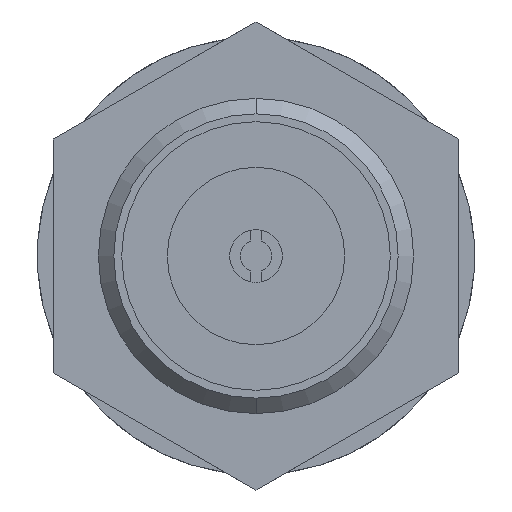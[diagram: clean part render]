
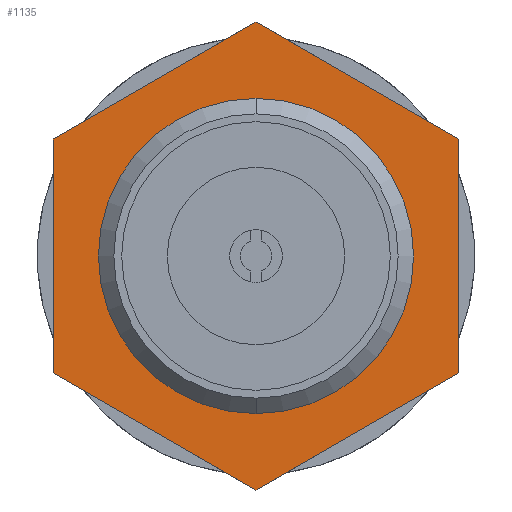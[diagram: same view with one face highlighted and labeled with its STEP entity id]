
A CAD part, front view. The second image highlights one B-rep face of the part: STEP entity #1135.
In plain terms, the highlighted planar face has unit normal (0, -1, 0).
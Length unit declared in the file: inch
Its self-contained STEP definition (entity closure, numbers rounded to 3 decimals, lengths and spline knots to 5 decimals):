
#159 = VERTEX_POINT ( 'NONE', #1269 ) ;
#241 = EDGE_CURVE ( 'NONE', #159, #242, #1586, .T. ) ;
#242 = VERTEX_POINT ( 'NONE', #1551 ) ;
#575 = EDGE_CURVE ( 'NONE', #1180, #1153, #736, .T. ) ;
#589 = EDGE_LOOP ( 'NONE', ( #595, #591 ) ) ;
#591 = ORIENTED_EDGE ( 'NONE', *, *, #241, .F. ) ;
#594 = EDGE_CURVE ( 'NONE', #242, #159, #742, .T. ) ;
#595 = ORIENTED_EDGE ( 'NONE', *, *, #594, .F. ) ;
#598 = EDGE_CURVE ( 'NONE', #1157, #1180, #722, .T. ) ;
#623 = ORIENTED_EDGE ( 'NONE', *, *, #598, .F. ) ;
#720 = DIRECTION ( 'NONE',  ( -0.866, 0., 0.5 ) ) ;
#721 = CARTESIAN_POINT ( 'NONE',  ( 0., -0.0855, -0.18187 ) ) ;
#722 = LINE ( 'NONE', #721, #729 ) ;
#729 = VECTOR ( 'NONE', #720, 39.37008 ) ;
#730 = CARTESIAN_POINT ( 'NONE',  ( 0., -0.0855, 0. ) ) ;
#733 = DIRECTION ( 'NONE',  ( 0., 0., 1. ) ) ;
#734 = VECTOR ( 'NONE', #733, 39.37008 ) ;
#735 = CARTESIAN_POINT ( 'NONE',  ( -0.1575, -0.0855, -0.09093 ) ) ;
#736 = LINE ( 'NONE', #735, #734 ) ;
#739 = DIRECTION ( 'NONE',  ( 0., 0., -1. ) ) ;
#740 = DIRECTION ( 'NONE',  ( 0., -1., 0. ) ) ;
#741 = AXIS2_PLACEMENT_3D ( 'NONE', #730, #740, #739 ) ;
#742 = CIRCLE ( 'NONE', #741, 0.11 ) ;
#1123 = ORIENTED_EDGE ( 'NONE', *, *, #1133, .F. ) ;
#1124 = VERTEX_POINT ( 'NONE', #2358 ) ;
#1131 = EDGE_LOOP ( 'NONE', ( #1123, #1175, #1173, #1214, #1148, #623 ) ) ;
#1132 = EDGE_CURVE ( 'NONE', #1153, #1174, #2443, .T. ) ;
#1133 = EDGE_CURVE ( 'NONE', #1124, #1157, #2435, .T. ) ;
#1134 = VERTEX_POINT ( 'NONE', #2430 ) ;
#1135 = ADVANCED_FACE ( 'NONE', ( #2440, #2439 ), #2431, .T. ) ;
#1146 = EDGE_CURVE ( 'NONE', #1134, #1124, #1877, .T. ) ;
#1148 = ORIENTED_EDGE ( 'NONE', *, *, #575, .F. ) ;
#1153 = VERTEX_POINT ( 'NONE', #1894 ) ;
#1157 = VERTEX_POINT ( 'NONE', #1893 ) ;
#1173 = ORIENTED_EDGE ( 'NONE', *, *, #1176, .F. ) ;
#1174 = VERTEX_POINT ( 'NONE', #2568 ) ;
#1175 = ORIENTED_EDGE ( 'NONE', *, *, #1146, .F. ) ;
#1176 = EDGE_CURVE ( 'NONE', #1174, #1134, #2573, .T. ) ;
#1180 = VERTEX_POINT ( 'NONE', #2506 ) ;
#1214 = ORIENTED_EDGE ( 'NONE', *, *, #1132, .F. ) ;
#1269 = CARTESIAN_POINT ( 'NONE',  ( 0., -0.0855, -0.11 ) ) ;
#1550 = CARTESIAN_POINT ( 'NONE',  ( 0., -0.0855, 0. ) ) ;
#1551 = CARTESIAN_POINT ( 'NONE',  ( 0., -0.0855, 0.11 ) ) ;
#1552 = DIRECTION ( 'NONE',  ( 0., 0., -1. ) ) ;
#1584 = DIRECTION ( 'NONE',  ( 0., -1., 0. ) ) ;
#1585 = AXIS2_PLACEMENT_3D ( 'NONE', #1550, #1584, #1552 ) ;
#1586 = CIRCLE ( 'NONE', #1585, 0.11 ) ;
#1877 = LINE ( 'NONE', #1880, #1879 ) ;
#1878 = DIRECTION ( 'NONE',  ( 0., 0., -1. ) ) ;
#1879 = VECTOR ( 'NONE', #1878, 39.37008 ) ;
#1880 = CARTESIAN_POINT ( 'NONE',  ( 0.1575, -0.0855, 0.09093 ) ) ;
#1893 = CARTESIAN_POINT ( 'NONE',  ( 0., -0.0855, -0.18187 ) ) ;
#1894 = CARTESIAN_POINT ( 'NONE',  ( -0.1575, -0.0855, 0.09093 ) ) ;
#2358 = CARTESIAN_POINT ( 'NONE',  ( 0.1575, -0.0855, -0.09093 ) ) ;
#2430 = CARTESIAN_POINT ( 'NONE',  ( 0.1575, -0.0855, 0.09093 ) ) ;
#2431 = PLANE ( 'NONE',  #2449 ) ;
#2432 = VECTOR ( 'NONE', #2445, 39.37008 ) ;
#2434 = CARTESIAN_POINT ( 'NONE',  ( 0.1575, -0.0855, -0.09093 ) ) ;
#2435 = LINE ( 'NONE', #2434, #2442 ) ;
#2438 = CARTESIAN_POINT ( 'NONE',  ( -0.1575, -0.0855, 0.09093 ) ) ;
#2439 = FACE_BOUND ( 'NONE', #589, .T. ) ;
#2440 = FACE_OUTER_BOUND ( 'NONE', #1131, .T. ) ;
#2441 = DIRECTION ( 'NONE',  ( -0.866, 0., -0.5 ) ) ;
#2442 = VECTOR ( 'NONE', #2441, 39.37008 ) ;
#2443 = LINE ( 'NONE', #2438, #2432 ) ;
#2444 = CARTESIAN_POINT ( 'NONE',  ( 0.1575, -0.0855, -0.09093 ) ) ;
#2445 = DIRECTION ( 'NONE',  ( 0.866, 0., 0.5 ) ) ;
#2447 = DIRECTION ( 'NONE',  ( 0., 0., -1. ) ) ;
#2448 = DIRECTION ( 'NONE',  ( 0., -1., 0. ) ) ;
#2449 = AXIS2_PLACEMENT_3D ( 'NONE', #2444, #2448, #2447 ) ;
#2506 = CARTESIAN_POINT ( 'NONE',  ( -0.1575, -0.0855, -0.09093 ) ) ;
#2568 = CARTESIAN_POINT ( 'NONE',  ( 0., -0.0855, 0.18187 ) ) ;
#2570 = DIRECTION ( 'NONE',  ( 0.866, 0., -0.5 ) ) ;
#2571 = VECTOR ( 'NONE', #2570, 39.37008 ) ;
#2572 = CARTESIAN_POINT ( 'NONE',  ( 0., -0.0855, 0.18187 ) ) ;
#2573 = LINE ( 'NONE', #2572, #2571 ) ;
